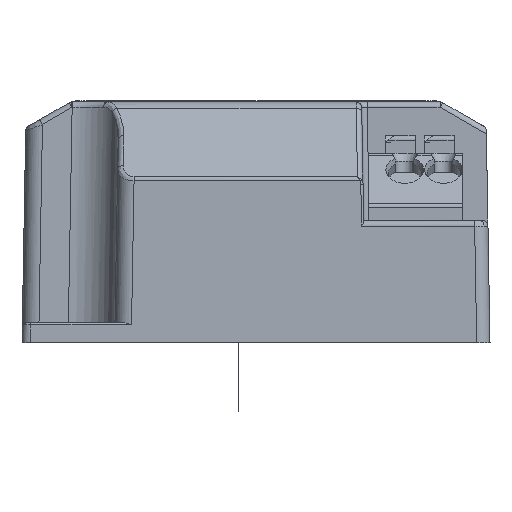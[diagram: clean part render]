
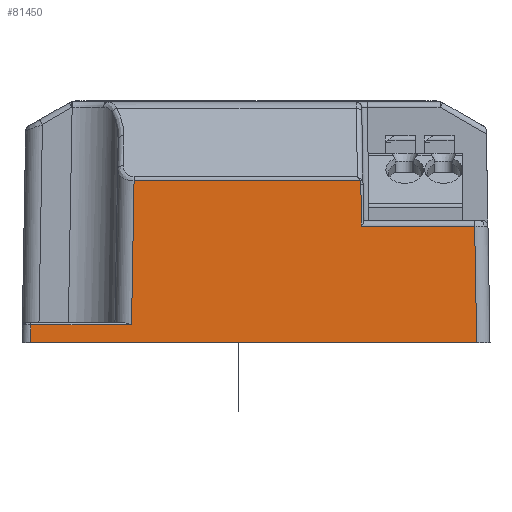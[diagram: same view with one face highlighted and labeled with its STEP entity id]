
A CAD part, front view. The second image highlights one B-rep face of the part: STEP entity #81450.
In plain terms, the highlighted face is planar.
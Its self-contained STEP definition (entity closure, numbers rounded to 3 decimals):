
#73010=CARTESIAN_POINT('',(48.7,0.,20.35))
;
#73020=VERTEX_POINT('',#73010);
#73050=CARTESIAN_POINT('',(48.7,0.,-19.9));
#73060=DIRECTION('',(0.,0.,1.));
#73070=VECTOR('',#73060,1.);
#73080=LINE('',#73050,#73070);
#73090=CARTESIAN_POINT('',(48.7,0.,-19.9));
#73100=VERTEX_POINT('',#73090);
#73110=EDGE_CURVE('',#73100,#73020,#73080,.T.);
#80590=CARTESIAN_POINT('',(48.672,1.603,
20.322));
#80600=VERTEX_POINT('',#80590);
#80630=CARTESIAN_POINT('',(48.672,1.603,
20.322));
#80640=DIRECTION('',(0.017,-1.,
0.017));
#80650=VECTOR('',#80640,1.);
#80660=LINE('',#80630,#80650);
#80670=EDGE_CURVE('',#80600,#73020,#80660,.T.);
#80790=CARTESIAN_POINT('',(48.7,0.,-21.1));
#80800=DIRECTION('',(1.,0.017,-0.));
#80810=DIRECTION('',(-0.017,1.,0.));
#80820=AXIS2_PLACEMENT_3D('',#80790,#80800,#80810);
#80830=PLANE('',#80820);
#80840=ORIENTED_EDGE('',*,*,#73110,.F.);
#80850=ORIENTED_EDGE('',*,*,#80670,.T.);
#80860=CARTESIAN_POINT('',(48.672,1.603,
20.322));
#80870=DIRECTION('',(0.,0.,-1.));
#80880=VECTOR('',#80870,1.);
#80890=LINE('',#80860,#80880);
#80900=CARTESIAN_POINT('',(48.672,1.603,
11.222));
#80910=VERTEX_POINT('',#80900);
#80920=EDGE_CURVE('',#80600,#80910,#80890,.T.);
#80930=ORIENTED_EDGE('',*,*,#80920,.F.);
#80940=CARTESIAN_POINT('',(48.445,14.596,
10.995));
#80950=DIRECTION('',(0.017,-1.,
0.017));
#80960=VECTOR('',#80950,1.);
#80970=LINE('',#80940,#80960);
#80980=CARTESIAN_POINT('',(48.445,14.596,
10.995));
#80990=VERTEX_POINT('',#80980);
#81000=EDGE_CURVE('',#80990,#80910,#80970,.T.);
#81010=ORIENTED_EDGE('',*,*,#81000,.T.);
#81020=CARTESIAN_POINT('',(48.445,14.596,
10.995));
#81030=DIRECTION('',(0.,0.,-1.));
#81040=VECTOR('',#81030,1.);
#81050=LINE('',#81020,#81040);
#81060=CARTESIAN_POINT('',(48.445,14.596,
-9.356));
#81070=VERTEX_POINT('',#81060);
#81080=EDGE_CURVE('',#80990,#81070,#81050,.T.);
#81090=ORIENTED_EDGE('',*,*,#81080,.F.);
#81100=CARTESIAN_POINT('',(48.445,14.596,
-9.356));
#81110=CARTESIAN_POINT('',(48.446,14.571,
-9.374));
#81120=CARTESIAN_POINT('',(48.447,14.516,
-9.406));
#81130=CARTESIAN_POINT('',(48.449,14.407,
-9.441));
#81140=CARTESIAN_POINT('',(48.45,14.331,
-9.449));
#81150=CARTESIAN_POINT('',(48.451,14.291,
-9.451));
#81160=B_SPLINE_CURVE_WITH_KNOTS('',3,(#81100,#81110,#81120,#81130,
#81140,#81150),.UNSPECIFIED.,.F.,.F.,(4,1,1,4),(0.,0.333,
0.667,1.),.UNSPECIFIED.);
#81170=CARTESIAN_POINT('',(48.451,14.291,
-9.451));
#81180=VERTEX_POINT('',#81170);
#81190=EDGE_CURVE('',#81070,#81180,#81160,.T.);
#81200=ORIENTED_EDGE('',*,*,#81190,.F.);
#81210=CARTESIAN_POINT('',(48.517,10.509,
-9.517));
#81220=DIRECTION('',(-0.017,1.,
0.017));
#81230=VECTOR('',#81220,1.);
#81240=LINE('',#81210,#81230);
#81250=CARTESIAN_POINT('',(48.517,10.509,
-9.517));
#81260=VERTEX_POINT('',#81250);
#81270=EDGE_CURVE('',#81260,#81180,#81240,.T.);
#81280=ORIENTED_EDGE('',*,*,#81270,.T.);
#81290=CARTESIAN_POINT('',(48.517,10.509,
-9.517));
#81300=DIRECTION('',(0.,0.,-1.));
#81310=VECTOR('',#81300,1.);
#81320=LINE('',#81290,#81310);
#81330=CARTESIAN_POINT('',(48.517,10.509,
-19.717));
#81340=VERTEX_POINT('',#81330);
#81350=EDGE_CURVE('',#81260,#81340,#81320,.T.);
#81360=ORIENTED_EDGE('',*,*,#81350,.F.);
#81370=CARTESIAN_POINT('',(48.7,0.,-19.9))
;
#81380=DIRECTION('',(-0.017,1.,
0.017));
#81390=VECTOR('',#81380,1.);
#81400=LINE('',#81370,#81390);
#81410=EDGE_CURVE('',#73100,#81340,#81400,.T.);
#81420=ORIENTED_EDGE('',*,*,#81410,.T.);
#81430=EDGE_LOOP('',(#81420,#81360,#81280,#81200,#81090,#81010,#80930,
#80850,#80840));
#81440=FACE_OUTER_BOUND('',#81430,.T.);
#81450=ADVANCED_FACE('',(#81440),#80830,.T.);
